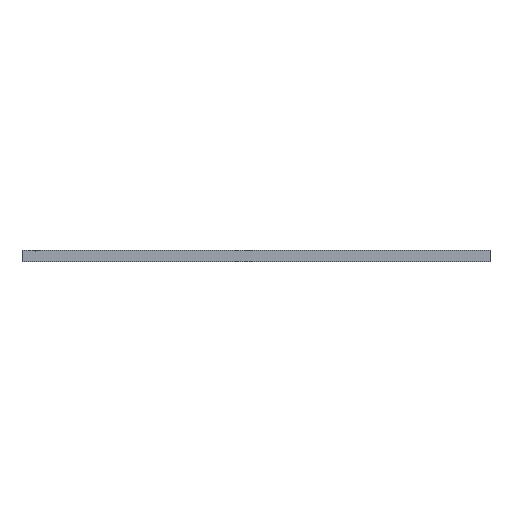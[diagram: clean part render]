
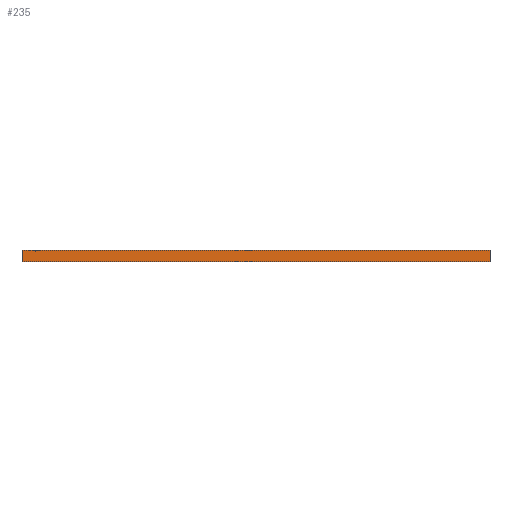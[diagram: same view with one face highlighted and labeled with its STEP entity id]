
A CAD part, left-side view. The second image highlights one B-rep face of the part: STEP entity #235.
In plain terms, the highlighted planar face has unit normal (-1, 0, 0).
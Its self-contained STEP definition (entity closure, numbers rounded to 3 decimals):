
#109 = ORIENTED_EDGE ( 'NONE', *, *, #724, .T. ) ;
#229 = ORIENTED_EDGE ( 'NONE', *, *, #1990, .F. ) ;
#235 = ADVANCED_FACE ( 'NONE', ( #1603 ), #2508, .F. ) ;
#285 = DIRECTION ( 'NONE',  ( 0., 0., -1. ) ) ;
#299 = EDGE_CURVE ( 'NONE', #2766, #377, #1372, .T. ) ;
#377 = VERTEX_POINT ( 'NONE', #1320 ) ;
#434 = DIRECTION ( 'NONE',  ( 0., 0., -1. ) ) ;
#495 = VECTOR ( 'NONE', #526, 1000. ) ;
#518 = CARTESIAN_POINT ( 'NONE',  ( -52.5, 52.5, 0. ) ) ;
#526 = DIRECTION ( 'NONE',  ( 0., 0., -1. ) ) ;
#724 = EDGE_CURVE ( 'NONE', #2463, #2766, #2124, .T. ) ;
#1114 = DIRECTION ( 'NONE',  ( 0., -1., 0. ) ) ;
#1320 = CARTESIAN_POINT ( 'NONE',  ( -52.5, -52.5, 0. ) ) ;
#1325 = CARTESIAN_POINT ( 'NONE',  ( -52.5, 52.5, 2.5 ) ) ;
#1332 = VERTEX_POINT ( 'NONE', #2969 ) ;
#1372 = LINE ( 'NONE', #2233, #2056 ) ;
#1434 = CARTESIAN_POINT ( 'NONE',  ( -52.5, 52.5, 2.5 ) ) ;
#1534 = VECTOR ( 'NONE', #1794, 1000. ) ;
#1553 = CARTESIAN_POINT ( 'NONE',  ( -52.5, 52.5, 2.5 ) ) ;
#1603 = FACE_OUTER_BOUND ( 'NONE', #2066, .T. ) ;
#1744 = CARTESIAN_POINT ( 'NONE',  ( -52.5, 52.5, 2.5 ) ) ;
#1794 = DIRECTION ( 'NONE',  ( 0., -1., 0. ) ) ;
#1990 = EDGE_CURVE ( 'NONE', #2463, #1332, #2474, .T. ) ;
#2056 = VECTOR ( 'NONE', #1114, 1000. ) ;
#2066 = EDGE_LOOP ( 'NONE', ( #2363, #2454, #229, #109 ) ) ;
#2124 = LINE ( 'NONE', #1434, #2253 ) ;
#2233 = CARTESIAN_POINT ( 'NONE',  ( -52.5, 52.5, 0. ) ) ;
#2253 = VECTOR ( 'NONE', #285, 1000. ) ;
#2345 = CARTESIAN_POINT ( 'NONE',  ( -52.5, -52.5, 2.5 ) ) ;
#2363 = ORIENTED_EDGE ( 'NONE', *, *, #299, .T. ) ;
#2454 = ORIENTED_EDGE ( 'NONE', *, *, #2898, .F. ) ;
#2463 = VERTEX_POINT ( 'NONE', #1744 ) ;
#2474 = LINE ( 'NONE', #1325, #1534 ) ;
#2489 = DIRECTION ( 'NONE',  ( 1., 0., 0. ) ) ;
#2508 = PLANE ( 'NONE',  #2735 ) ;
#2611 = LINE ( 'NONE', #2345, #495 ) ;
#2735 = AXIS2_PLACEMENT_3D ( 'NONE', #1553, #2489, #434 ) ;
#2766 = VERTEX_POINT ( 'NONE', #518 ) ;
#2898 = EDGE_CURVE ( 'NONE', #1332, #377, #2611, .T. ) ;
#2969 = CARTESIAN_POINT ( 'NONE',  ( -52.5, -52.5, 2.5 ) ) ;
